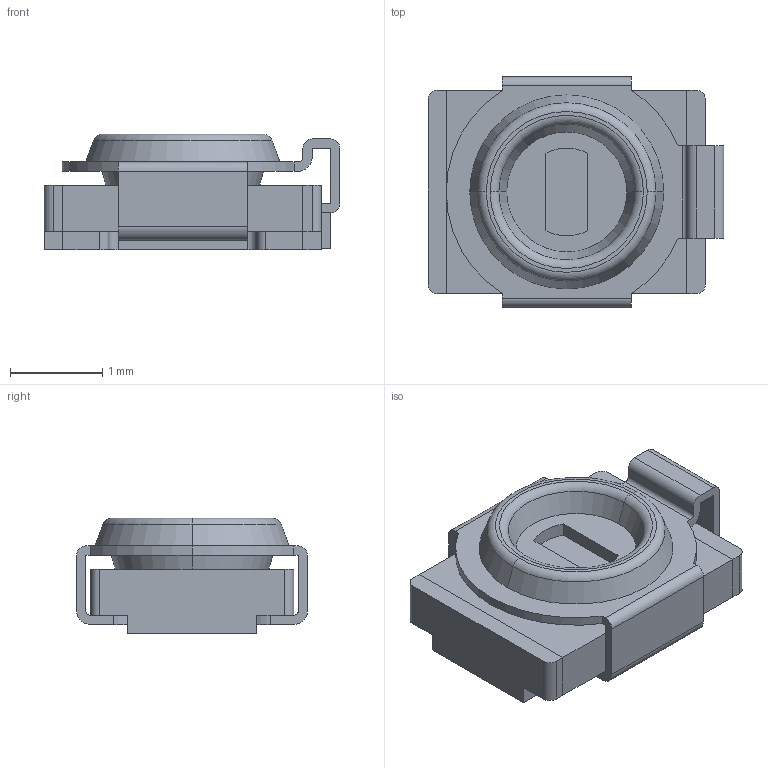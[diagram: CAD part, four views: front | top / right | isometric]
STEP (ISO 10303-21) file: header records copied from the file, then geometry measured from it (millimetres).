
FILE_DESCRIPTION (( 'STEP AP214' ), '1' );
FILE_NAME ('CAP-SMD_L3.0-W2.5-LS3.2-FD.step', '2022-07-01T06:35:07', ( '' ), ( '' ), 'SwSTEP 2.0', 'SolidWorks 2020', '' );
FILE_SCHEMA (( 'AUTOMOTIVE_DESIGN' ));
Length unit declared in the file: millimetre
Products named in the file (1): CAP-SMD_L3.0-W2.5-LS3.2-FD
Bounding box: 3.2 x 2.5 x 1.25 mm (x, y, z)
Volume: 5.7 mm3; surface area: 38.1 mm2
Topology: 1 solids, 1 shells, 335 faces, 916 edges, 602 vertices
Faces by surface type: plane 194, bspline 98, cylinder 33, cone 6, torus 4
Entity records: 14760 total; most frequent: CARTESIAN_POINT 3160, ORIENTED_EDGE 1832, DIRECTION 1278, EDGE_CURVE 916, LINE 630, VECTOR 630, VERTEX_POINT 602, EDGE_LOOP 360
